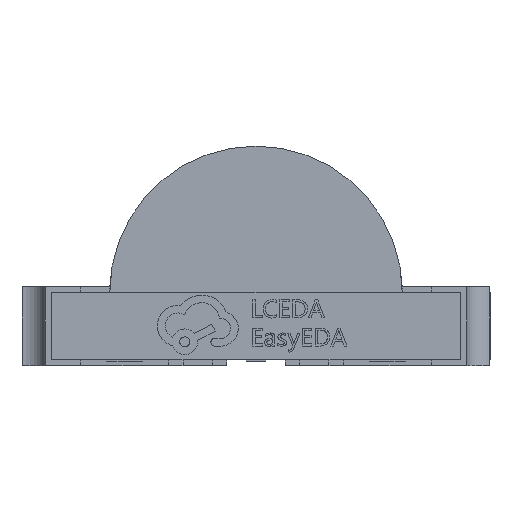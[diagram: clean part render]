
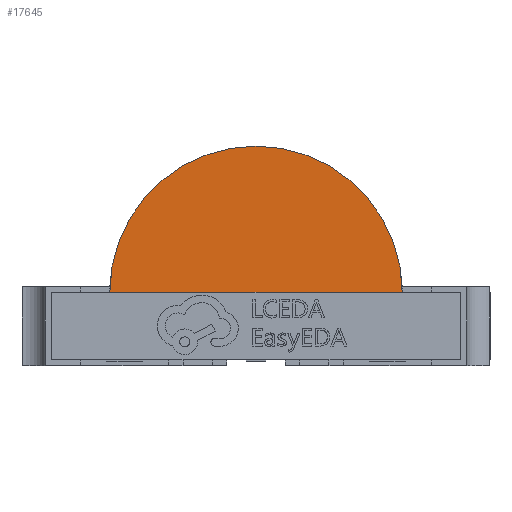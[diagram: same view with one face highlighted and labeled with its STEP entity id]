
A CAD part, top view. The second image highlights one B-rep face of the part: STEP entity #17645.
In plain terms, the highlighted planar face has unit normal (0, 0, 1).
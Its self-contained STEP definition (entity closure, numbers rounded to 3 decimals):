
#387 = ORIENTED_EDGE ( 'NONE', *, *, #13967, .T. ) ;
#1082 = AXIS2_PLACEMENT_3D ( 'NONE', #8003, #19239, #8218 ) ;
#1202 = AXIS2_PLACEMENT_3D ( 'NONE', #1621, #19703, #19587 ) ;
#1621 = CARTESIAN_POINT ( 'NONE',  ( 0., 0.23, 0.495 ) ) ;
#1755 = CIRCLE ( 'NONE', #1082, 1. ) ;
#1792 = VERTEX_POINT ( 'NONE', #18132 ) ;
#2472 = LINE ( 'NONE', #12160, #5042 ) ;
#2676 = DIRECTION ( 'NONE',  ( 1., 0., 0. ) ) ;
#5042 = VECTOR ( 'NONE', #2676, 1000. ) ;
#7162 = CARTESIAN_POINT ( 'NONE',  ( 1., 0.23, 0.495 ) ) ;
#8003 = CARTESIAN_POINT ( 'NONE',  ( 0., 0.23, 0.495 ) ) ;
#8218 = DIRECTION ( 'NONE',  ( 0., -1., 0. ) ) ;
#11920 = PLANE ( 'NONE',  #1202 ) ;
#12160 = CARTESIAN_POINT ( 'NONE',  ( -1., 0.23, 0.495 ) ) ;
#13394 = EDGE_CURVE ( 'NONE', #14552, #1792, #1755, .T. ) ;
#13967 = EDGE_CURVE ( 'NONE', #1792, #14552, #2472, .T. ) ;
#14552 = VERTEX_POINT ( 'NONE', #7162 ) ;
#16357 = ORIENTED_EDGE ( 'NONE', *, *, #13394, .T. ) ;
#16572 = FACE_OUTER_BOUND ( 'NONE', #20378, .T. ) ;
#17645 = ADVANCED_FACE ( 'NONE', ( #16572 ), #11920, .T. ) ;
#18132 = CARTESIAN_POINT ( 'NONE',  ( -1., 0.23, 0.495 ) ) ;
#19239 = DIRECTION ( 'NONE',  ( 0., 0., 1. ) ) ;
#19587 = DIRECTION ( 'NONE',  ( 0., -1., 0. ) ) ;
#19703 = DIRECTION ( 'NONE',  ( 0., 0., 1. ) ) ;
#20378 = EDGE_LOOP ( 'NONE', ( #16357, #387 ) ) ;
